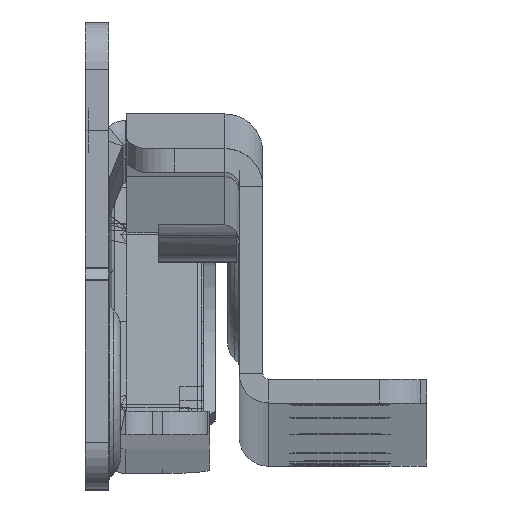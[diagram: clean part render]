
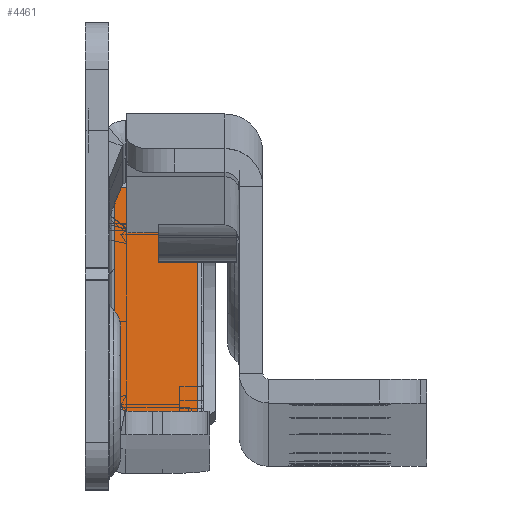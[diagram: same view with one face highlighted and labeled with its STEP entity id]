
A CAD part, top view. The second image highlights one B-rep face of the part: STEP entity #4461.
In plain terms, the highlighted face is planar.
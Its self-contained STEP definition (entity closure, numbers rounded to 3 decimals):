
#122 = VECTOR ( 'NONE', #2697, 1000. ) ;
#353 = VERTEX_POINT ( 'NONE', #2081 ) ;
#406 = CARTESIAN_POINT ( 'NONE',  ( 0., -11., 0.5 ) ) ;
#526 = LINE ( 'NONE', #406, #4681 ) ;
#587 = FACE_OUTER_BOUND ( 'NONE', #5718, .T. ) ;
#742 = EDGE_CURVE ( 'NONE', #4005, #7073, #2959, .T. ) ;
#1014 = CARTESIAN_POINT ( 'NONE',  ( 0., 11., 8. ) ) ;
#2081 = CARTESIAN_POINT ( 'NONE',  ( 0., -11., 7.5 ) ) ;
#2478 = PLANE ( 'NONE',  #3615 ) ;
#2533 = CARTESIAN_POINT ( 'NONE',  ( 0., -11., 8. ) ) ;
#2644 = VERTEX_POINT ( 'NONE', #7887 ) ;
#2665 = DIRECTION ( 'NONE',  ( -1., 0., 0. ) ) ;
#2697 = DIRECTION ( 'NONE',  ( 0., 0., -1. ) ) ;
#2959 = LINE ( 'NONE', #1014, #4923 ) ;
#3305 = CARTESIAN_POINT ( 'NONE',  ( 0., -11., 8. ) ) ;
#3471 = EDGE_CURVE ( 'NONE', #353, #4005, #7034, .T. ) ;
#3615 = AXIS2_PLACEMENT_3D ( 'NONE', #2533, #2665, #5727 ) ;
#4005 = VERTEX_POINT ( 'NONE', #11300 ) ;
#4366 = DIRECTION ( 'NONE',  ( 0., -1., 0. ) ) ;
#4461 = ADVANCED_FACE ( 'NONE', ( #587 ), #2478, .T. ) ;
#4681 = VECTOR ( 'NONE', #4366, 1000. ) ;
#4923 = VECTOR ( 'NONE', #10917, 1000. ) ;
#5065 = VECTOR ( 'NONE', #5074, 1000. ) ;
#5074 = DIRECTION ( 'NONE',  ( 0., 1., 0. ) ) ;
#5718 = EDGE_LOOP ( 'NONE', ( #10149, #10224, #8099, #5842 ) ) ;
#5727 = DIRECTION ( 'NONE',  ( 0., 0., 1. ) ) ;
#5842 = ORIENTED_EDGE ( 'NONE', *, *, #3471, .T. ) ;
#6183 = CARTESIAN_POINT ( 'NONE',  ( 0., -11., 7.5 ) ) ;
#7034 = LINE ( 'NONE', #6183, #5065 ) ;
#7073 = VERTEX_POINT ( 'NONE', #11413 ) ;
#7434 = EDGE_CURVE ( 'NONE', #7073, #2644, #526, .T. ) ;
#7866 = EDGE_CURVE ( 'NONE', #353, #2644, #11546, .T. ) ;
#7887 = CARTESIAN_POINT ( 'NONE',  ( 0., -11., 0.5 ) ) ;
#8099 = ORIENTED_EDGE ( 'NONE', *, *, #7866, .F. ) ;
#10149 = ORIENTED_EDGE ( 'NONE', *, *, #742, .T. ) ;
#10224 = ORIENTED_EDGE ( 'NONE', *, *, #7434, .T. ) ;
#10917 = DIRECTION ( 'NONE',  ( 0., 0., -1. ) ) ;
#11300 = CARTESIAN_POINT ( 'NONE',  ( 0., 11., 7.5 ) ) ;
#11413 = CARTESIAN_POINT ( 'NONE',  ( 0., 11., 0.5 ) ) ;
#11546 = LINE ( 'NONE', #3305, #122 ) ;
